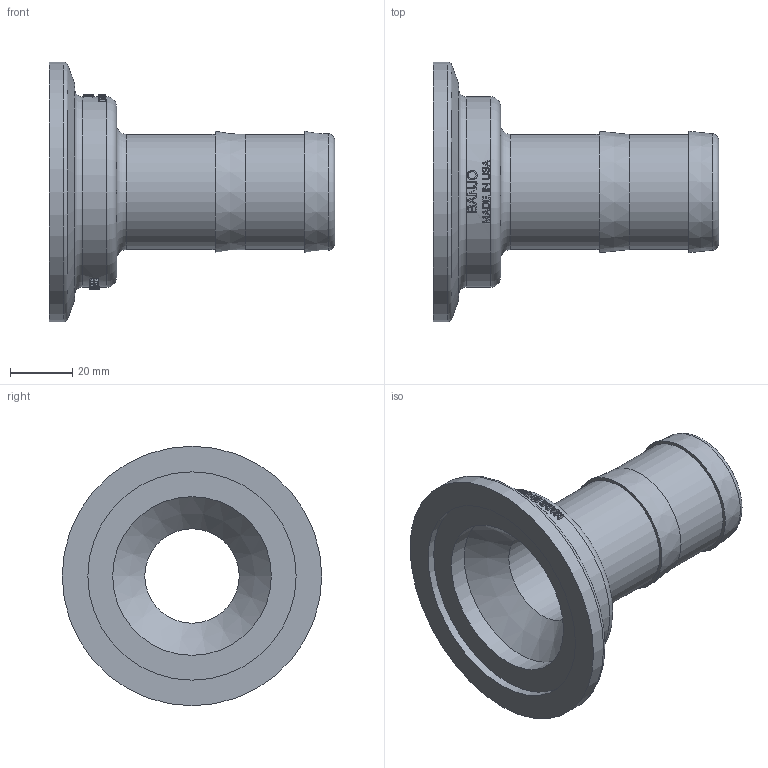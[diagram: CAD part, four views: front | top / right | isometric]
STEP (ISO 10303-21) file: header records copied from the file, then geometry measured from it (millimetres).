
FILE_DESCRIPTION(/* description */ ('2" FP MNFLD FLG. X 1 1/2" HOSE BARB'),/* implementation_level */ '2;1');
FILE_NAME(/* name */ 'M220150BRB.stp',/* time_stamp */ '2014-04-29T15:18:24-04:00',/* author */ ('mclevenger'),/* organization */ (''),/* preprocessor_version */ 'ST-DEVELOPER v15.2',/* originating_system */ 'Autodesk Inventor 2014',/* authorisation */ '');
FILE_SCHEMA (('AUTOMOTIVE_DESIGN { 1 0 10303 214 3 1 1 }'));
Length unit declared in the file: inch
Products named in the file (1): M220150BRB
Bounding box: 91.44 x 83.06 x 83.06 mm (x, y, z)
Volume: 70613.3 mm3; surface area: 30360.1 mm2
Topology: 1 solids, 1 shells, 378 faces, 986 edges, 654 vertices
Faces by surface type: plane 180, bspline 142, cylinder 46, torus 6, cone 4
Full cylindrical faces by diameter (mm): 30.226 x1, 36.83 x2, 50.8 x1, 60.96 x1, 66.675 x1, 83.058 x1
Entity records: 14271 total; most frequent: CARTESIAN_POINT 5698, ORIENTED_EDGE 1938, DIRECTION 1425, EDGE_CURVE 969, VERTEX_POINT 654, AXIS2_PLACEMENT_3D 503, EDGE_LOOP 441, LINE 419
